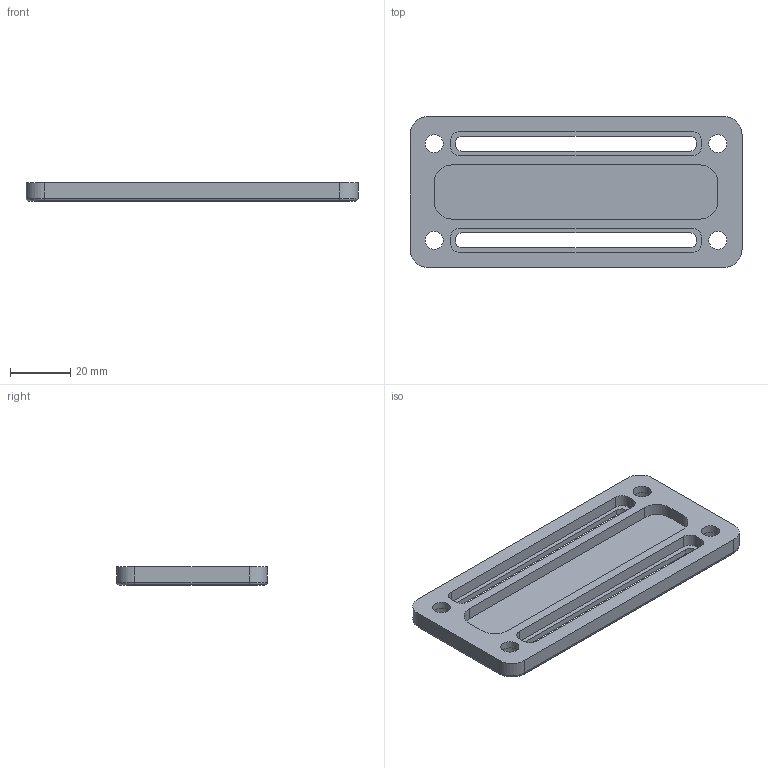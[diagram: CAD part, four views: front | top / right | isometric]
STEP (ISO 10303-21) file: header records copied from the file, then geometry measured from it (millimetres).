
FILE_DESCRIPTION(('FreeCAD Model'),'2;1');
FILE_NAME('Open CASCADE Shape Model','2022-01-23T15:02:19',('Author'),( ''),'Open CASCADE STEP processor 7.5','FreeCAD','Unknown');
FILE_SCHEMA(('AUTOMOTIVE_DESIGN { 1 0 10303 214 1 1 1 1 }'));
Length unit declared in the file: millimetre
Products named in the file (1): Body
Bounding box: 110 x 50 x 6 mm (x, y, z)
Volume: 18028.9 mm3; surface area: 14312.8 mm2
Topology: 1 solids, 1 shells, 73 faces, 192 edges, 124 vertices
Faces by surface type: cylinder 36, plane 29, torus 4, cone 4
Full cylindrical faces by diameter (mm): 6 x4, 8.5 x4
Entity records: 4860 total; most frequent: CARTESIAN_POINT 870, DIRECTION 788, LINE 440, VECTOR 440, ORIENTED_EDGE 384, PCURVE 384, DEFINITIONAL_REPRESENTATION 384, EDGE_CURVE 192
